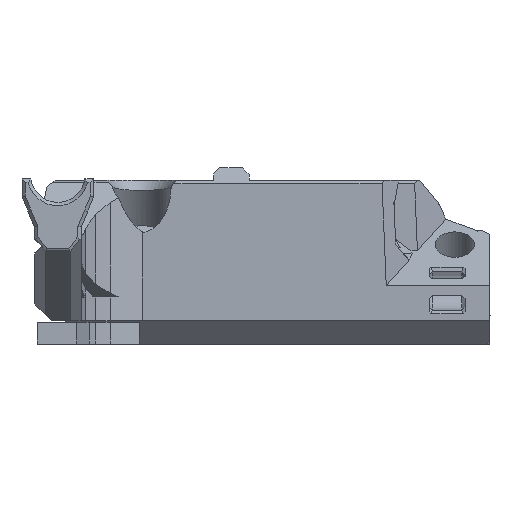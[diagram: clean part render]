
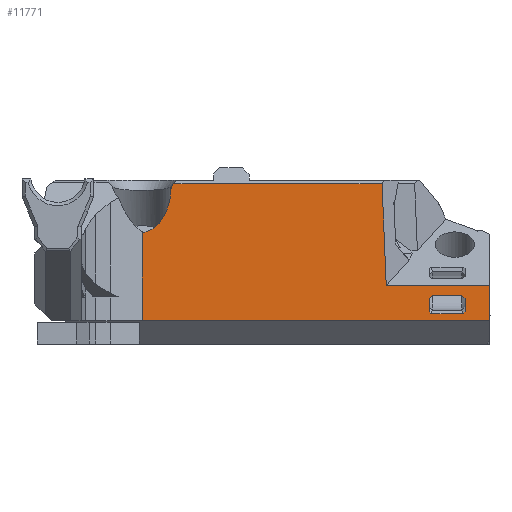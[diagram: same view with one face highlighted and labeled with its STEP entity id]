
A CAD part, front view. The second image highlights one B-rep face of the part: STEP entity #11771.
In plain terms, the highlighted planar face has unit normal (0, -1, 0).
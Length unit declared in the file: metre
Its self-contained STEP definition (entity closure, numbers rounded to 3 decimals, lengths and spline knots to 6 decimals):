
#88=B_SPLINE_CURVE_WITH_KNOTS('',3,(#18688,#18689,#18690,#18691),
 .UNSPECIFIED.,.F.,.F.,(4,4),(0.,1.),.UNSPECIFIED.);
#232=ELLIPSE('',#12429,0.005445,0.0035);
#2435=ORIENTED_EDGE('',*,*,#4898,.T.);
#2436=ORIENTED_EDGE('',*,*,#4899,.T.);
#2437=ORIENTED_EDGE('',*,*,#4900,.T.);
#2438=ORIENTED_EDGE('',*,*,#4901,.F.);
#2439=ORIENTED_EDGE('',*,*,#4902,.T.);
#2440=ORIENTED_EDGE('',*,*,#4903,.T.);
#2441=ORIENTED_EDGE('',*,*,#4904,.T.);
#2442=ORIENTED_EDGE('',*,*,#4828,.F.);
#2443=ORIENTED_EDGE('',*,*,#4893,.T.);
#2444=ORIENTED_EDGE('',*,*,#4905,.T.);
#2445=ORIENTED_EDGE('',*,*,#4424,.F.);
#2446=ORIENTED_EDGE('',*,*,#4906,.F.);
#2447=ORIENTED_EDGE('',*,*,#4580,.T.);
#2448=ORIENTED_EDGE('',*,*,#4617,.F.);
#2449=ORIENTED_EDGE('',*,*,#4619,.F.);
#2450=ORIENTED_EDGE('',*,*,#4615,.F.);
#2451=ORIENTED_EDGE('',*,*,#4564,.T.);
#2452=ORIENTED_EDGE('',*,*,#4570,.T.);
#2453=ORIENTED_EDGE('',*,*,#4588,.T.);
#2454=ORIENTED_EDGE('',*,*,#4585,.T.);
#4424=EDGE_CURVE('',#5901,#5902,#7263,.T.);
#4564=EDGE_CURVE('',#6024,#6025,#7374,.T.);
#4570=EDGE_CURVE('',#6025,#6030,#7378,.T.);
#4580=EDGE_CURVE('',#6038,#6039,#7382,.T.);
#4585=EDGE_CURVE('',#6042,#6038,#7386,.T.);
#4588=EDGE_CURVE('',#6030,#6042,#7388,.T.);
#4615=EDGE_CURVE('',#6024,#6060,#7411,.T.);
#4617=EDGE_CURVE('',#6061,#6039,#7412,.T.);
#4619=EDGE_CURVE('',#6060,#6061,#7413,.T.);
#4828=EDGE_CURVE('',#6209,#6210,#7580,.T.);
#4893=EDGE_CURVE('',#6209,#6246,#7630,.T.);
#4898=EDGE_CURVE('',#6250,#5899,#7633,.T.);
#4899=EDGE_CURVE('',#5899,#5927,#88,.T.);
#4900=EDGE_CURVE('',#5927,#6251,#232,.T.);
#4901=EDGE_CURVE('',#6252,#6251,#7634,.T.);
#4902=EDGE_CURVE('',#6252,#6253,#7635,.T.);
#4903=EDGE_CURVE('',#6253,#6254,#7636,.T.);
#4904=EDGE_CURVE('',#6254,#6210,#7637,.T.);
#4905=EDGE_CURVE('',#6246,#5902,#7638,.T.);
#4906=EDGE_CURVE('',#6250,#5901,#7639,.T.);
#5899=VERTEX_POINT('',#16949);
#5901=VERTEX_POINT('',#16953);
#5902=VERTEX_POINT('',#16955);
#5927=VERTEX_POINT('',#17008);
#6024=VERTEX_POINT('',#17415);
#6025=VERTEX_POINT('',#17416);
#6030=VERTEX_POINT('',#17428);
#6038=VERTEX_POINT('',#17455);
#6039=VERTEX_POINT('',#17456);
#6042=VERTEX_POINT('',#17465);
#6060=VERTEX_POINT('',#17536);
#6061=VERTEX_POINT('',#17543);
#6209=VERTEX_POINT('',#18393);
#6210=VERTEX_POINT('',#18395);
#6246=VERTEX_POINT('',#18674);
#6250=VERTEX_POINT('',#18687);
#6251=VERTEX_POINT('',#18693);
#6252=VERTEX_POINT('',#18695);
#6253=VERTEX_POINT('',#18697);
#6254=VERTEX_POINT('',#18699);
#7263=LINE('',#16954,#8824);
#7374=LINE('',#17414,#8935);
#7378=LINE('',#17427,#8939);
#7382=LINE('',#17454,#8943);
#7386=LINE('',#17464,#8947);
#7388=LINE('',#17470,#8949);
#7411=LINE('',#17535,#8972);
#7412=LINE('',#17542,#8973);
#7413=LINE('',#17549,#8974);
#7580=LINE('',#18394,#9141);
#7630=LINE('',#18675,#9191);
#7633=LINE('',#18686,#9194);
#7634=LINE('',#18694,#9195);
#7635=LINE('',#18696,#9196);
#7636=LINE('',#18698,#9197);
#7637=LINE('',#18700,#9198);
#7638=LINE('',#18701,#9199);
#7639=LINE('',#18702,#9200);
#8824=VECTOR('',#13840,1.);
#8935=VECTOR('',#14061,1.);
#8939=VECTOR('',#14071,1.);
#8943=VECTOR('',#14089,1.);
#8947=VECTOR('',#14097,1.);
#8949=VECTOR('',#14103,1.);
#8972=VECTOR('',#14146,1.);
#8973=VECTOR('',#14149,1.);
#8974=VECTOR('',#14152,1.);
#9141=VECTOR('',#14471,1.);
#9191=VECTOR('',#14567,1.);
#9194=VECTOR('',#14580,1.);
#9195=VECTOR('',#14583,1.);
#9196=VECTOR('',#14584,1.);
#9197=VECTOR('',#14585,1.);
#9198=VECTOR('',#14586,1.);
#9199=VECTOR('',#14587,1.);
#9200=VECTOR('',#14588,1.);
#10070=EDGE_LOOP('',(#2435,#2436,#2437,#2438,#2439,#2440,#2441,#2442,#2443,
#2444,#2445,#2446));
#10071=EDGE_LOOP('',(#2447,#2448,#2449,#2450,#2451,#2452,#2453,#2454));
#10707=FACE_BOUND('',#10070,.T.);
#10708=FACE_BOUND('',#10071,.T.);
#11236=PLANE('',#12428);
#11771=ADVANCED_FACE('',(#10707,#10708),#11236,.F.);
#12428=AXIS2_PLACEMENT_3D('',#18685,#14578,#14579);
#12429=AXIS2_PLACEMENT_3D('',#18692,#14581,#14582);
#13840=DIRECTION('',(1.,0.,0.));
#14061=DIRECTION('',(0.,0.,1.));
#14071=DIRECTION('',(0.707,0.,0.707));
#14089=DIRECTION('',(0.,0.,-1.));
#14097=DIRECTION('',(0.707,0.,-0.707));
#14103=DIRECTION('',(1.,0.,0.));
#14146=DIRECTION('',(0.705,0.,-0.709));
#14149=DIRECTION('',(0.705,0.,0.709));
#14152=DIRECTION('',(1.,0.,0.));
#14471=DIRECTION('',(0.,0.,-1.));
#14567=DIRECTION('',(-1.,0.,0.));
#14578=DIRECTION('',(0.,1.,0.));
#14579=DIRECTION('',(0.,0.,1.));
#14580=DIRECTION('',(-1.,0.,0.));
#14581=DIRECTION('',(0.,1.,0.));
#14582=DIRECTION('',(0.,0.,-1.));
#14583=DIRECTION('',(0.,0.,1.));
#14584=DIRECTION('',(-0.999,0.,-0.046));
#14585=DIRECTION('',(0.,0.,-1.));
#14586=DIRECTION('',(1.,0.,0.));
#14587=DIRECTION('',(-0.041,0.,0.999));
#14588=DIRECTION('',(0.,0.,-1.));
#16949=CARTESIAN_POINT('',(-0.014867,-0.00062,0.074631));
#16953=CARTESIAN_POINT('',(-0.009743,-0.000624,0.074623));
#16954=CARTESIAN_POINT('',(0.000404,-0.000624,0.074623));
#16955=CARTESIAN_POINT('',(0.010006,-0.000624,0.074623));
#17008=CARTESIAN_POINT('',(-0.015201,-0.00062,0.074297));
#17414=CARTESIAN_POINT('',(0.015619,-0.000624,0.060349));
#17415=CARTESIAN_POINT('',(0.015619,-0.000624,0.059313));
#17416=CARTESIAN_POINT('',(0.015619,-0.000624,0.060879));
#17427=CARTESIAN_POINT('',(0.015819,-0.000624,0.061079));
#17428=CARTESIAN_POINT('',(0.016019,-0.000624,0.061279));
#17454=CARTESIAN_POINT('',(0.019919,-0.000624,0.060027));
#17455=CARTESIAN_POINT('',(0.019919,-0.000624,0.060879));
#17456=CARTESIAN_POINT('',(0.019919,-0.000624,0.059313));
#17464=CARTESIAN_POINT('',(0.019719,-0.000624,0.061079));
#17465=CARTESIAN_POINT('',(0.019519,-0.000624,0.061279));
#17470=CARTESIAN_POINT('',(0.017769,-0.000624,0.061279));
#17535=CARTESIAN_POINT('',(-0.000756,-0.000624,
0.075773));
#17536=CARTESIAN_POINT('',(0.015853,-0.000624,0.059079));
#17542=CARTESIAN_POINT('',(-0.001362,-0.000624,0.037923));
#17543=CARTESIAN_POINT('',(0.019685,-0.000624,0.059079));
#17549=CARTESIAN_POINT('',(0.017769,-0.000624,0.059079));
#18393=CARTESIAN_POINT('',(0.022905,-0.000624,0.062479));
#18394=CARTESIAN_POINT('',(0.022905,-0.000624,0.062231));
#18395=CARTESIAN_POINT('',(0.022905,-0.000624,0.058261));
#18674=CARTESIAN_POINT('',(0.010509,-0.000624,0.062479));
#18675=CARTESIAN_POINT('',(-0.020082,-0.000624,0.062479));
#18685=CARTESIAN_POINT('',(-0.020082,-0.000624,0.056547));
#18686=CARTESIAN_POINT('',(-0.009757,-0.000624,0.074631));
#18687=CARTESIAN_POINT('',(-0.009743,-0.000624,0.074631));
#18688=CARTESIAN_POINT('',(-0.014867,-0.000624,0.074631));
#18689=CARTESIAN_POINT('',(-0.014978,-0.000624,0.074519));
#18690=CARTESIAN_POINT('',(-0.015089,-0.000624,0.074408));
#18691=CARTESIAN_POINT('',(-0.015201,-0.000624,0.074297));
#18692=CARTESIAN_POINT('',(-0.018701,-0.000624,0.074278));
#18693=CARTESIAN_POINT('',(-0.018614,-0.000624,0.068835));
#18694=CARTESIAN_POINT('',(-0.018614,-0.000624,0.076525));
#18695=CARTESIAN_POINT('',(-0.018614,-0.000624,0.062756));
#18696=CARTESIAN_POINT('',(-0.01598,-0.000624,0.062877));
#18697=CARTESIAN_POINT('',(-0.018628,-0.000624,0.062756));
#18698=CARTESIAN_POINT('',(-0.018628,-0.000624,0.076525));
#18699=CARTESIAN_POINT('',(-0.018628,-0.000624,0.058261));
#18700=CARTESIAN_POINT('',(-0.008049,-0.000624,0.058261));
#18701=CARTESIAN_POINT('',(0.01032,-0.000624,0.06704));
#18702=CARTESIAN_POINT('',(-0.009743,-0.000624,0.104256));
